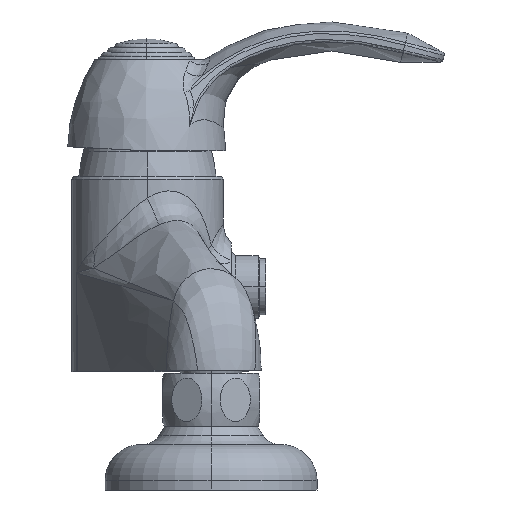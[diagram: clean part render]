
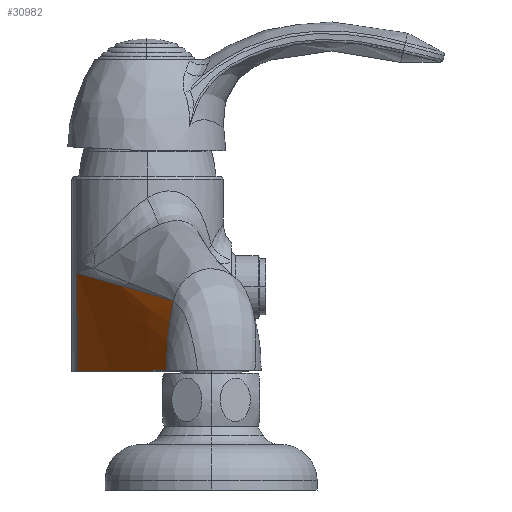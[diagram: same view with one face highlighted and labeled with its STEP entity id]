
A CAD part, left-side view. The second image highlights one B-rep face of the part: STEP entity #30982.
In plain terms, the highlighted free-form (B-spline) face has degree [5, 5] with [6, 6] control points.
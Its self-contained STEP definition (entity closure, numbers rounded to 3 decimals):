
#2071=CARTESIAN_POINT('',(-74.691,18.497,0.5));
#2072=CARTESIAN_POINT('',(-75.544,18.091,0.5));
#2073=CARTESIAN_POINT('',(-77.247,17.274,
0.5));
#2074=CARTESIAN_POINT('',(-79.795,16.034,
0.5));
#2075=CARTESIAN_POINT('',(-81.488,15.198,
0.5));
#2076=CARTESIAN_POINT('',(-82.334,14.778,
0.5));
#2078=CARTESIAN_POINT('',(-71.205,20.146,
0.075));
#2079=CARTESIAN_POINT('',(-71.506,20.004,
0.116));
#2080=CARTESIAN_POINT('',(-72.103,19.724,
0.196));
#2081=CARTESIAN_POINT('',(-72.979,19.311,
0.306));
#2082=CARTESIAN_POINT('',(-73.84,18.903,
0.408));
#2083=CARTESIAN_POINT('',(-74.408,18.632,
0.47));
#2084=CARTESIAN_POINT('',(-74.691,18.497,0.5));
#2086=CARTESIAN_POINT('',(-71.206,20.146,0.));
#2087=CARTESIAN_POINT('',(-71.206,20.146,
0.008));
#2088=CARTESIAN_POINT('',(-71.205,20.146,
0.025));
#2089=CARTESIAN_POINT('',(-71.205,20.146,
0.05));
#2090=CARTESIAN_POINT('',(-71.205,20.146,
0.067));
#2091=CARTESIAN_POINT('',(-71.205,20.146,
0.075));
#2093=CARTESIAN_POINT('',(-9.725,44.054,
0.));
#2094=CARTESIAN_POINT('',(-14.972,42.403,
0.));
#2095=CARTESIAN_POINT('',(-25.411,38.928,
0.));
#2096=CARTESIAN_POINT('',(-40.889,33.201,
0.));
#2097=CARTESIAN_POINT('',(-56.174,26.965,
0.));
#2098=CARTESIAN_POINT('',(-66.221,22.474,0.));
#2099=CARTESIAN_POINT('',(-71.206,20.146,0.));
#2101=CARTESIAN_POINT('',(-9.725,44.054,
0.));
#2102=CARTESIAN_POINT('',(-9.627,44.091,2.435));
#2103=CARTESIAN_POINT('',(-9.446,44.159,7.075));
#2104=CARTESIAN_POINT('',(-9.222,44.241,13.281));
#2105=CARTESIAN_POINT('',(-9.031,44.309,18.892));
#2106=CARTESIAN_POINT('',(-8.861,44.37,23.995));
#2107=CARTESIAN_POINT('',(-8.782,44.398,28.588));
#2108=CARTESIAN_POINT('',(-8.813,44.386,31.312));
#2109=CARTESIAN_POINT('',(-8.848,44.373,32.588));
#2111=CARTESIAN_POINT('',(-80.54,12.406,23.399));
#2112=CARTESIAN_POINT('',(-78.43,13.571,23.718));
#2113=CARTESIAN_POINT('',(-74.11,15.905,24.373));
#2114=CARTESIAN_POINT('',(-67.247,19.458,25.398));
#2115=CARTESIAN_POINT('',(-60.238,22.936,26.413));
#2116=CARTESIAN_POINT('',(-53.11,26.327,27.408));
#2117=CARTESIAN_POINT('',(-45.889,29.617,28.374));
#2118=CARTESIAN_POINT('',(-38.59,32.801,29.305));
#2119=CARTESIAN_POINT('',(-31.226,35.875,30.197));
#2120=CARTESIAN_POINT('',(-23.808,38.833,31.046));
#2121=CARTESIAN_POINT('',(-16.345,41.674,31.847));
#2122=CARTESIAN_POINT('',(-11.351,43.486,32.347));
#2123=CARTESIAN_POINT('',(-8.848,44.373,32.588));
#2125=CARTESIAN_POINT('',(-80.692,12.666,22.173));
#2126=CARTESIAN_POINT('',(-80.642,12.582,22.583));
#2127=CARTESIAN_POINT('',(-80.592,12.495,22.991));
#2128=CARTESIAN_POINT('',(-80.54,12.406,23.399));
#2130=CARTESIAN_POINT('',(-82.334,14.778,
0.5));
#2131=CARTESIAN_POINT('',(-82.218,14.806,4.146));
#2132=CARTESIAN_POINT('',(-81.825,14.48,11.434));
#2133=CARTESIAN_POINT('',(-81.12,13.395,18.625));
#2134=CARTESIAN_POINT('',(-80.692,12.666,22.173));
#2304=CARTESIAN_POINT('',(-82.334,14.778,
0.5));
#2497=CARTESIAN_POINT('',(-8.848,44.373,32.588));
#23552=VERTEX_POINT('',#2125);
#23553=VERTEX_POINT('',#2128);
#23566=VERTEX_POINT('',#2497);
#23568=VERTEX_POINT('',#2101);
#23838=CARTESIAN_POINT('',(-74.691,18.497,0.5));
#23840=VERTEX_POINT('',#23838);
#23842=CARTESIAN_POINT('',(-71.205,20.146,
0.075));
#23844=VERTEX_POINT('',#23842);
#23846=VERTEX_POINT('',#2304);
#23854=VERTEX_POINT('',#2086);
#30929=CARTESIAN_POINT('',(-8.037,44.581,
-0.345));
#30930=CARTESIAN_POINT('',(-23.498,39.78,
-0.327));
#30931=CARTESIAN_POINT('',(-38.754,34.355,
-0.306));
#30932=CARTESIAN_POINT('',(-53.804,28.303,
-0.284));
#30933=CARTESIAN_POINT('',(-68.582,21.652,
-0.26));
#30934=CARTESIAN_POINT('',(-83.068,14.415,
-0.235));
#30935=CARTESIAN_POINT('',(-8.06,44.602,
6.707));
#30936=CARTESIAN_POINT('',(-23.503,39.707,
6.347));
#30937=CARTESIAN_POINT('',(-38.732,34.255,
5.953));
#30938=CARTESIAN_POINT('',(-53.75,28.24,
5.525));
#30939=CARTESIAN_POINT('',(-68.487,21.652,
5.061));
#30940=CARTESIAN_POINT('',(-82.926,14.489,
4.561));
#30941=CARTESIAN_POINT('',(-8.072,44.621,
13.76));
#30942=CARTESIAN_POINT('',(-23.475,39.618,
13.021));
#30943=CARTESIAN_POINT('',(-38.658,34.097,
12.213));
#30944=CARTESIAN_POINT('',(-53.621,28.05,
11.334));
#30945=CARTESIAN_POINT('',(-68.297,21.449,
10.383));
#30946=CARTESIAN_POINT('',(-82.667,14.282,
9.357));
#30947=CARTESIAN_POINT('',(-8.073,44.636,
20.812));
#30948=CARTESIAN_POINT('',(-23.416,39.514,
19.694));
#30949=CARTESIAN_POINT('',(-38.531,33.883,
18.468));
#30950=CARTESIAN_POINT('',(-53.418,27.734,
17.133));
#30951=CARTESIAN_POINT('',(-68.011,21.041,
15.687));
#30952=CARTESIAN_POINT('',(-82.291,13.793,
14.129));
#30953=CARTESIAN_POINT('',(-8.064,44.648,
27.864));
#30954=CARTESIAN_POINT('',(-23.326,39.394,
26.363));
#30955=CARTESIAN_POINT('',(-38.351,33.611,
24.712));
#30956=CARTESIAN_POINT('',(-53.142,27.293,
22.909));
#30957=CARTESIAN_POINT('',(-67.632,20.431,
20.955));
#30958=CARTESIAN_POINT('',(-81.802,13.024,
18.851));
#30959=CARTESIAN_POINT('',(-8.045,44.657,
34.915));
#30960=CARTESIAN_POINT('',(-23.205,39.26,
33.029));
#30961=CARTESIAN_POINT('',(-38.121,33.284,
30.941));
#30962=CARTESIAN_POINT('',(-52.796,26.729,
28.651));
#30963=CARTESIAN_POINT('',(-67.162,19.623,
26.168));
#30964=CARTESIAN_POINT('',(-81.201,11.981,
23.498));
#30965=B_SPLINE_SURFACE_WITH_KNOTS('',5,5,((#30929,#30930,#30931,#30932,#30933,
#30934),(#30935,#30936,#30937,#30938,#30939,#30940),(#30941,#30942,#30943,
#30944,#30945,#30946),(#30947,#30948,#30949,#30950,#30951,#30952),(#30953,
#30954,#30955,#30956,#30957,#30958),(#30959,#30960,#30961,#30962,#30963,
#30964)),.UNSPECIFIED.,.F.,.F.,.F.,(6,6),(6,6),(-0.01,
1.01),(0.546,1.005),.UNSPECIFIED.);
#30967=ORIENTED_EDGE('',*,*,#30966,.F.);
#30969=ORIENTED_EDGE('',*,*,#30968,.F.);
#30970=ORIENTED_EDGE('',*,*,#30908,.F.);
#30971=ORIENTED_EDGE('',*,*,#30885,.F.);
#30973=ORIENTED_EDGE('',*,*,#30972,.T.);
#30975=ORIENTED_EDGE('',*,*,#30974,.F.);
#30977=ORIENTED_EDGE('',*,*,#30976,.F.);
#30979=ORIENTED_EDGE('',*,*,#30978,.F.);
#30980=EDGE_LOOP('',(#30967,#30969,#30970,#30971,#30973,#30975,#30977,#30979));
#30981=FACE_OUTER_BOUND('',#30980,.F.);
#30982=ADVANCED_FACE('',(#30981),#30965,.F.);
#2077=B_SPLINE_CURVE_WITH_KNOTS('',3,(#2071,#2072,#2073,#2074,#2075,#2076),
.UNSPECIFIED.,.F.,.F.,(4,1,1,4),(0.,0.333,0.667,1.),
.UNSPECIFIED.);
#2085=B_SPLINE_CURVE_WITH_KNOTS('',3,(#2078,#2079,#2080,#2081,#2082,#2083,
#2084),.UNSPECIFIED.,.F.,.F.,(4,1,1,1,4),(0.,0.25,0.5,0.75,1.),
.UNSPECIFIED.);
#2092=B_SPLINE_CURVE_WITH_KNOTS('',3,(#2086,#2087,#2088,#2089,#2090,#2091),
.UNSPECIFIED.,.F.,.F.,(4,1,1,4),(0.,0.333,0.667,1.),
.UNSPECIFIED.);
#2100=B_SPLINE_CURVE_WITH_KNOTS('',3,(#2093,#2094,#2095,#2096,#2097,#2098,
#2099),.UNSPECIFIED.,.F.,.F.,(4,1,1,1,4),(0.,0.25,0.5,0.75,1.),
.UNSPECIFIED.);
#2110=B_SPLINE_CURVE_WITH_KNOTS('',3,(#2101,#2102,#2103,#2104,#2105,#2106,#2107,
#2108,#2109),.UNSPECIFIED.,.F.,.F.,(4,1,1,1,1,1,4),(0.,0.167,
0.333,0.5,0.667,0.833,1.),
.UNSPECIFIED.);
#2124=B_SPLINE_CURVE_WITH_KNOTS('',3,(#2111,#2112,#2113,#2114,#2115,#2116,#2117,
#2118,#2119,#2120,#2121,#2122,#2123),.UNSPECIFIED.,.F.,.F.,(4,1,1,1,1,1,1,1,1,1,
4),(0.,0.1,0.2,0.3,0.4,0.5,0.6,0.7,0.8,0.9,1.),
.UNSPECIFIED.);
#2129=B_SPLINE_CURVE_WITH_KNOTS('',3,(#2125,#2126,#2127,#2128),.UNSPECIFIED.,
.F.,.F.,(4,4),(0.,1.),.UNSPECIFIED.);
#2135=B_SPLINE_CURVE_WITH_KNOTS('',3,(#2130,#2131,#2132,#2133,#2134),
.UNSPECIFIED.,.F.,.F.,(4,1,4),(0.,0.5,1.),.UNSPECIFIED.);
#30885=EDGE_CURVE('',#23568,#23854,#2100,.T.);
#30908=EDGE_CURVE('',#23854,#23844,#2092,.T.);
#30966=EDGE_CURVE('',#23840,#23846,#2077,.T.);
#30968=EDGE_CURVE('',#23844,#23840,#2085,.T.);
#30972=EDGE_CURVE('',#23568,#23566,#2110,.T.);
#30974=EDGE_CURVE('',#23553,#23566,#2124,.T.);
#30976=EDGE_CURVE('',#23552,#23553,#2129,.T.);
#30978=EDGE_CURVE('',#23846,#23552,#2135,.T.);
